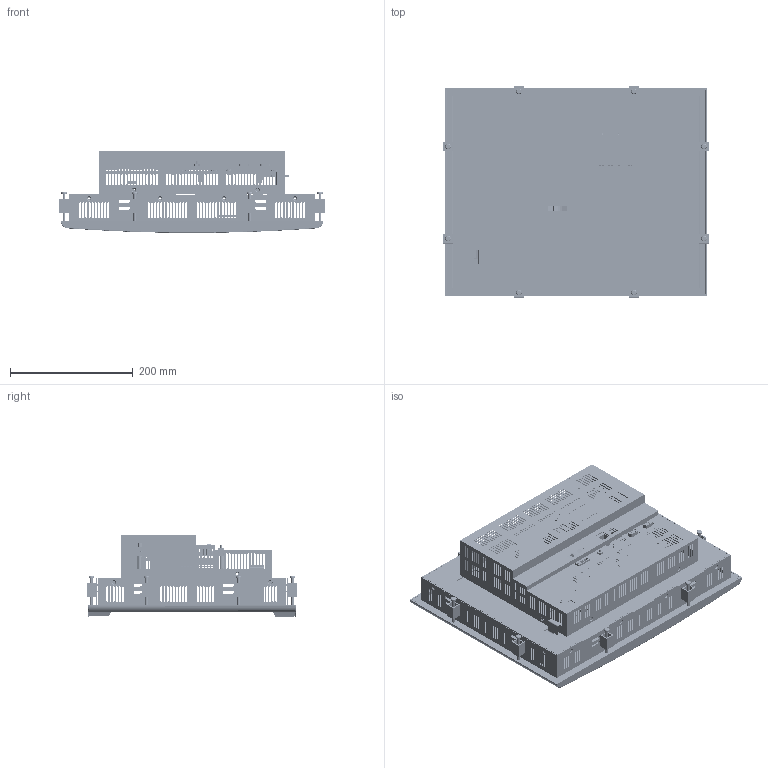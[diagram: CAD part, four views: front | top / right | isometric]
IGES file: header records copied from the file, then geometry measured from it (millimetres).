
Start section:  PTC IGES file: lr_15_sw0002.igs
Global section: file name: lr_15_sw0002.igs; native system: Pro/ENGINEER by Parametric Technology Corporation; preprocessor: 2004130; author: srollman; organization: Unknown; date: 060324.153112; units: inch
Bounding box: 432.31 x 343.41 x 133.15 mm (x, y, z)
Surface area: 1032622.8 mm2 (no closed solid volume)
Topology: 0 solids, 0 shells, 1220 faces, 13553 edges, 13553 vertices
Faces by surface type: bspline 948, revolution 272
